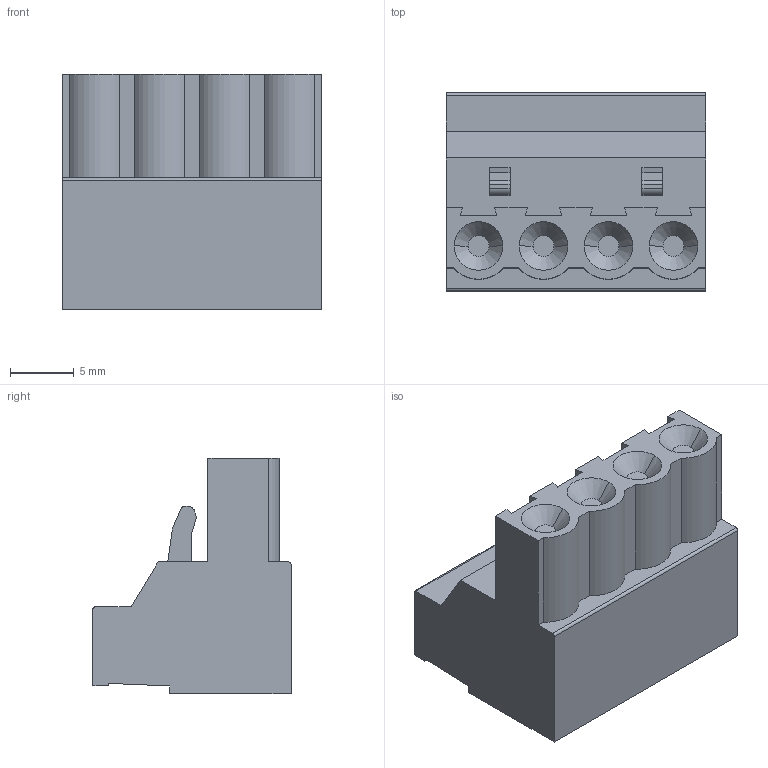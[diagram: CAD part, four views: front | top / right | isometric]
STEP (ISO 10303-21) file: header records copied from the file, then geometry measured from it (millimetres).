
FILE_DESCRIPTION((''),'2;1');
FILE_NAME('C-796634-4','2022-10-07T04:25:24',('workeradm'),('TE Connectivity Ltd.'),'CREO PARAMETRIC BY PTC INC, 2021072','CREO PARAMETRIC BY PTC INC, 2021072','');
FILE_SCHEMA(('AUTOMOTIVE_DESIGN { 1 0 10303 214 1 1 1 1 }'));
Length unit declared in the file: millimetre
Products named in the file (1): C-796634-4
Bounding box: 20.32 x 15.5 x 18.4 mm (x, y, z)
Volume: 3537.1 mm3; surface area: 1958.6 mm2
Topology: 1 solids, 1 shells, 176 faces, 433 edges, 290 vertices
Faces by surface type: plane 128, cylinder 24, bspline 16, cone 8
Entity records: 5569 total; most frequent: CARTESIAN_POINT 1364, ORIENTED_EDGE 864, DIRECTION 836, EDGE_CURVE 432, AXIS2_PLACEMENT_3D 290, VERTEX_POINT 288, VECTOR 256, LINE 256
